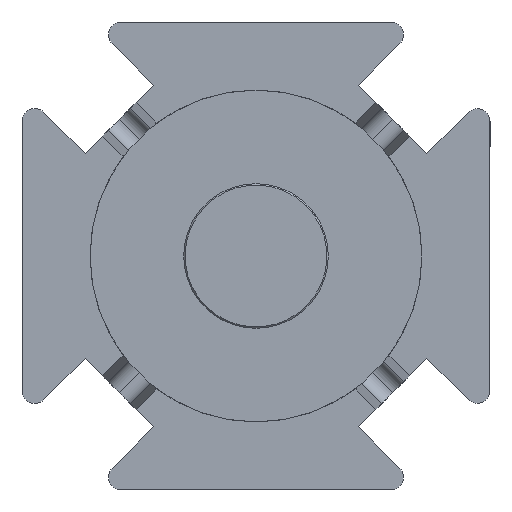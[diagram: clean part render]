
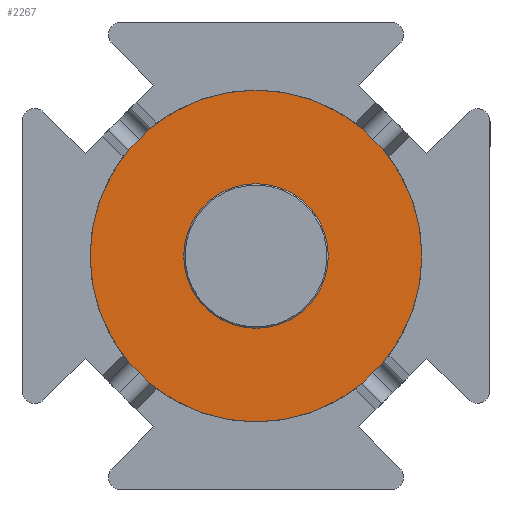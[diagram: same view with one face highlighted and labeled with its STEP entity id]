
A CAD part, left-side view. The second image highlights one B-rep face of the part: STEP entity #2267.
In plain terms, the highlighted planar face has unit normal (-1, 0, 0).
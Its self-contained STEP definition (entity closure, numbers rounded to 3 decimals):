
#193 = EDGE_CURVE ( 'NONE', #3041, #1464, #2598, .T. ) ;
#551 = ORIENTED_EDGE ( 'NONE', *, *, #558, .T. ) ;
#558 = EDGE_CURVE ( 'NONE', #4824, #2262, #2181, .T. ) ;
#658 = DIRECTION ( 'NONE',  ( -1., 0., 0. ) ) ;
#799 = CARTESIAN_POINT ( 'NONE',  ( -25.771, 8.728, 0. ) ) ;
#1122 = DIRECTION ( 'NONE',  ( 0., -1., 0. ) ) ;
#1192 = DIRECTION ( 'NONE',  ( -1., 0., 0. ) ) ;
#1289 = CARTESIAN_POINT ( 'NONE',  ( -25.771, 4.478, 0. ) ) ;
#1464 = VERTEX_POINT ( 'NONE', #8659 ) ;
#1772 = DIRECTION ( 'NONE',  ( -1., 0., 0. ) ) ;
#1777 = CARTESIAN_POINT ( 'NONE',  ( -25.771, 4.478, 0. ) ) ;
#1783 = CIRCLE ( 'NONE', #2483, 4.25 ) ;
#1913 = CIRCLE ( 'NONE', #5322, 9.75 ) ;
#1935 = CARTESIAN_POINT ( 'NONE',  ( -25.771, 14.228, 0. ) ) ;
#2181 = CIRCLE ( 'NONE', #3456, 9.75 ) ;
#2262 = VERTEX_POINT ( 'NONE', #6012 ) ;
#2267 = ADVANCED_FACE ( 'NONE', ( #6493, #3126 ), #2498, .T. ) ;
#2373 = DIRECTION ( 'NONE',  ( 0., -1., 0. ) ) ;
#2483 = AXIS2_PLACEMENT_3D ( 'NONE', #1289, #658, #6065 ) ;
#2498 = PLANE ( 'NONE',  #8219 ) ;
#2598 = CIRCLE ( 'NONE', #6005, 4.25 ) ;
#3041 = VERTEX_POINT ( 'NONE', #799 ) ;
#3048 = EDGE_LOOP ( 'NONE', ( #8097, #3382 ) ) ;
#3098 = CARTESIAN_POINT ( 'NONE',  ( -25.771, 4.478, 0. ) ) ;
#3126 = FACE_BOUND ( 'NONE', #3048, .T. ) ;
#3382 = ORIENTED_EDGE ( 'NONE', *, *, #193, .F. ) ;
#3456 = AXIS2_PLACEMENT_3D ( 'NONE', #5112, #1192, #2373 ) ;
#3718 = EDGE_CURVE ( 'NONE', #1464, #3041, #1783, .T. ) ;
#3768 = EDGE_CURVE ( 'NONE', #2262, #4824, #1913, .T. ) ;
#4824 = VERTEX_POINT ( 'NONE', #1935 ) ;
#4857 = EDGE_LOOP ( 'NONE', ( #8698, #551 ) ) ;
#5099 = DIRECTION ( 'NONE',  ( 0., -1., 0. ) ) ;
#5112 = CARTESIAN_POINT ( 'NONE',  ( -25.771, 4.478, 0. ) ) ;
#5212 = CARTESIAN_POINT ( 'NONE',  ( -25.771, 8.728, 0. ) ) ;
#5322 = AXIS2_PLACEMENT_3D ( 'NONE', #1777, #7064, #5099 ) ;
#5834 = DIRECTION ( 'NONE',  ( 0., -1., 0. ) ) ;
#6005 = AXIS2_PLACEMENT_3D ( 'NONE', #3098, #1772, #1122 ) ;
#6012 = CARTESIAN_POINT ( 'NONE',  ( -25.771, -5.272, 0. ) ) ;
#6065 = DIRECTION ( 'NONE',  ( 0., -1., 0. ) ) ;
#6493 = FACE_OUTER_BOUND ( 'NONE', #4857, .T. ) ;
#6583 = DIRECTION ( 'NONE',  ( -1., 0., 0. ) ) ;
#7064 = DIRECTION ( 'NONE',  ( -1., 0., 0. ) ) ;
#8097 = ORIENTED_EDGE ( 'NONE', *, *, #3718, .F. ) ;
#8219 = AXIS2_PLACEMENT_3D ( 'NONE', #5212, #6583, #5834 ) ;
#8659 = CARTESIAN_POINT ( 'NONE',  ( -25.771, 0.228, 0. ) ) ;
#8698 = ORIENTED_EDGE ( 'NONE', *, *, #3768, .T. ) ;
